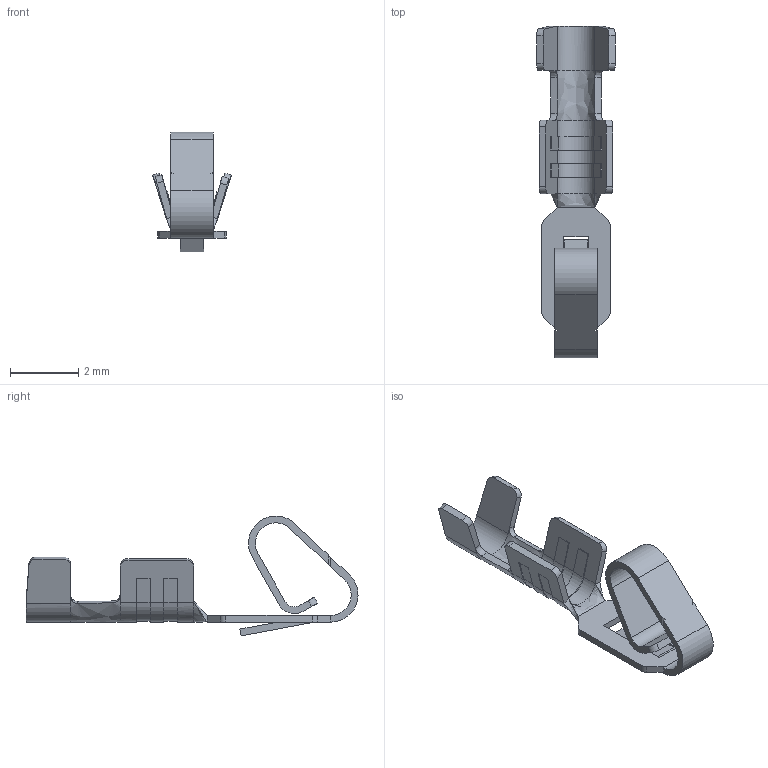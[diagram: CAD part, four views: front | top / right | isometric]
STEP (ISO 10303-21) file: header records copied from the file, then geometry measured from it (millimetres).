
FILE_DESCRIPTION( ( 'Unknown' ), '1' );
FILE_NAME( '61900113722DEC.stp', 'Unknown', ( 'Unknown' ), ( 'Unknown' ), 'PSStep 17.0.49', 'Unknown', ' ' );
FILE_SCHEMA( ( 'AUTOMOTIVE_DESIGN { 1 0 10303 214 1 1 1 1 }' ) );
Length unit declared in the file: millimetre
Products named in the file (1): 1
Bounding box: 2.3 x 9.7 x 3.5 mm (x, y, z)
Volume: 7 mm3; surface area: 83 mm2
Topology: 1 solids, 1 shells, 128 faces, 350 edges, 224 vertices
Faces by surface type: plane 80, cylinder 36, bspline 12
Entity records: 5538 total; most frequent: CARTESIAN_POINT 1325, ORIENTED_EDGE 700, DIRECTION 608, EDGE_CURVE 350, LINE 242, VECTOR 242, VERTEX_POINT 224, AXIS2_PLACEMENT_3D 183
